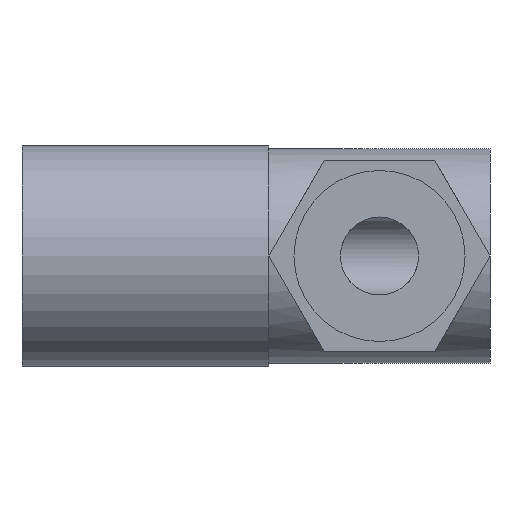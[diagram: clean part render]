
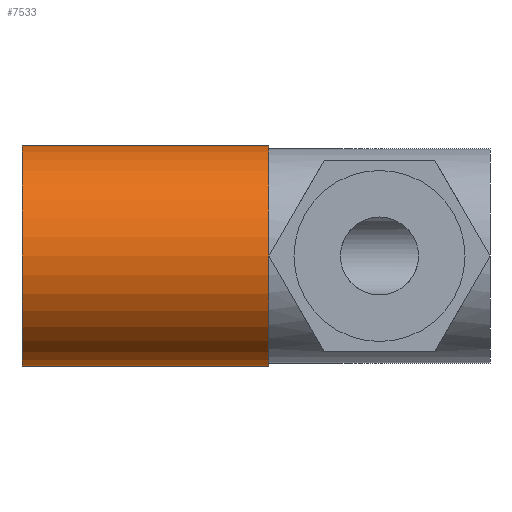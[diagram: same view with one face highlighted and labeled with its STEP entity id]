
A CAD part, front view. The second image highlights one B-rep face of the part: STEP entity #7533.
In plain terms, the highlighted cylindrical face has radius 8.5 mm (diameter 17 mm), a partial arc.
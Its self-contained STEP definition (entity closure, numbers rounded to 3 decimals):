
#450 = AXIS2_PLACEMENT_3D ( 'NONE', #4485, #4607, #7659 ) ;
#527 = EDGE_CURVE ( 'NONE', #4346, #5546, #7697, .T. ) ;
#692 = VECTOR ( 'NONE', #2591, 1000. ) ;
#966 = ORIENTED_EDGE ( 'NONE', *, *, #3799, .T. ) ;
#1340 = DIRECTION ( 'NONE',  ( -1., 0., 0. ) ) ;
#1373 = VERTEX_POINT ( 'NONE', #5978 ) ;
#1499 = ORIENTED_EDGE ( 'NONE', *, *, #527, .T. ) ;
#1555 = DIRECTION ( 'NONE',  ( -1., 0., 0. ) ) ;
#1583 = EDGE_LOOP ( 'NONE', ( #5500, #966, #1499, #3723 ) ) ;
#1589 = EDGE_CURVE ( 'NONE', #1373, #5004, #4143, .T. ) ;
#1675 = CARTESIAN_POINT ( 'NONE',  ( 0., 0., -8.5 ) ) ;
#2293 = DIRECTION ( 'NONE',  ( -1., 0., 0. ) ) ;
#2544 = CIRCLE ( 'NONE', #4772, 8.5 ) ;
#2591 = DIRECTION ( 'NONE',  ( -1., 0., 0. ) ) ;
#2702 = DIRECTION ( 'NONE',  ( 0., 0., 1. ) ) ;
#3196 = CYLINDRICAL_SURFACE ( 'NONE', #4768, 8.5 ) ;
#3534 = CARTESIAN_POINT ( 'NONE',  ( 0., 0., -8.5 ) ) ;
#3723 = ORIENTED_EDGE ( 'NONE', *, *, #6925, .F. ) ;
#3799 = EDGE_CURVE ( 'NONE', #1373, #4346, #2544, .T. ) ;
#3993 = CIRCLE ( 'NONE', #450, 8.5 ) ;
#4143 = LINE ( 'NONE', #1675, #6345 ) ;
#4346 = VERTEX_POINT ( 'NONE', #4985 ) ;
#4485 = CARTESIAN_POINT ( 'NONE',  ( 0., 0., 0. ) ) ;
#4607 = DIRECTION ( 'NONE',  ( -1., 0., 0. ) ) ;
#4768 = AXIS2_PLACEMENT_3D ( 'NONE', #7025, #1340, #2702 ) ;
#4772 = AXIS2_PLACEMENT_3D ( 'NONE', #6534, #1555, #7035 ) ;
#4985 = CARTESIAN_POINT ( 'NONE',  ( 19., 0., 8.5 ) ) ;
#5004 = VERTEX_POINT ( 'NONE', #3534 ) ;
#5060 = CARTESIAN_POINT ( 'NONE',  ( 0., 0., 8.5 ) ) ;
#5490 = CARTESIAN_POINT ( 'NONE',  ( 0., 0., 8.5 ) ) ;
#5500 = ORIENTED_EDGE ( 'NONE', *, *, #1589, .F. ) ;
#5546 = VERTEX_POINT ( 'NONE', #5490 ) ;
#5978 = CARTESIAN_POINT ( 'NONE',  ( 19., 0., -8.5 ) ) ;
#6345 = VECTOR ( 'NONE', #2293, 1000. ) ;
#6534 = CARTESIAN_POINT ( 'NONE',  ( 19., 0., 0. ) ) ;
#6925 = EDGE_CURVE ( 'NONE', #5004, #5546, #3993, .T. ) ;
#7025 = CARTESIAN_POINT ( 'NONE',  ( 0., 0., 0. ) ) ;
#7035 = DIRECTION ( 'NONE',  ( 0., 0., 1. ) ) ;
#7533 = ADVANCED_FACE ( 'NONE', ( #7686 ), #3196, .T. ) ;
#7659 = DIRECTION ( 'NONE',  ( 0., 0., 1. ) ) ;
#7686 = FACE_OUTER_BOUND ( 'NONE', #1583, .T. ) ;
#7697 = LINE ( 'NONE', #5060, #692 ) ;
